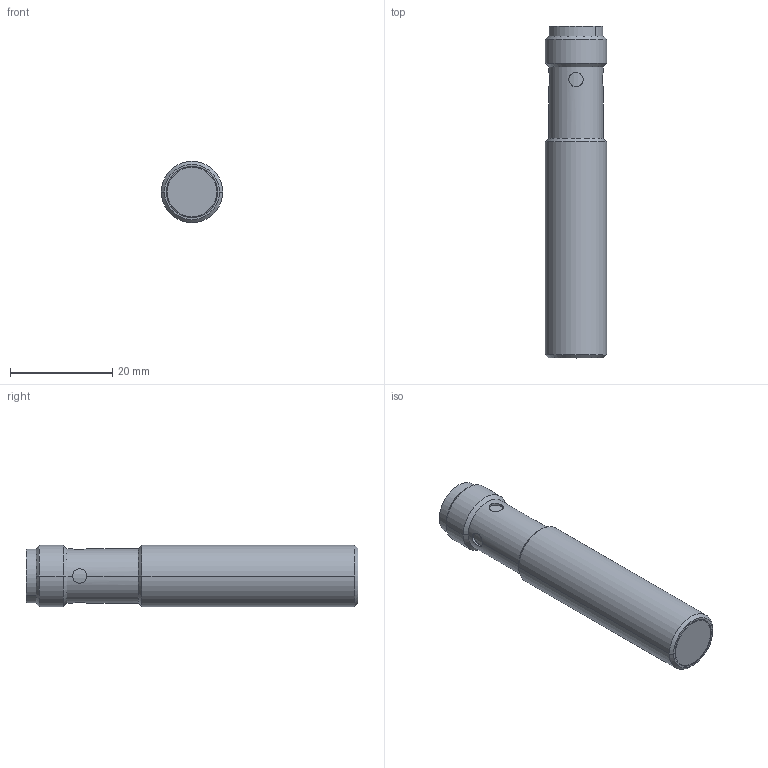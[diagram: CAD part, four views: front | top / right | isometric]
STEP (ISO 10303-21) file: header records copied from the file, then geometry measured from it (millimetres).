
FILE_DESCRIPTION((''),'2;1');
FILE_NAME('DM_CAD-6603_SW0001','2019-02-25T',('creinig-se'),(''),'PRO/ENGINEER BY PARAMETRIC TECHNOLOGY CORPORATION, 2015440','PRO/ENGINEER BY PARAMETRIC TECHNOLOGY CORPORATION, 2015440','');
FILE_SCHEMA(('CONFIG_CONTROL_DESIGN'));
Length unit declared in the file: millimetre
Products named in the file (1): DM_CAD-6603_SW0001
Bounding box: 12 x 65 x 12 mm (x, y, z)
Volume: 6088.9 mm3; surface area: 4034.9 mm2
Topology: 1 solids, 1 shells, 218 faces, 622 edges, 440 vertices
Faces by surface type: cylinder 79, plane 51, bspline 40, sphere 26, cone 22
Entity records: 11206 total; most frequent: CARTESIAN_POINT 4235, ORIENTED_EDGE 1090, DIRECTION 1029, EDGE_CURVE 545, AXIS2_PLACEMENT_3D 398, VERTEX_POINT 338, PRESENTATION_STYLE_ASSIGNMENT 270, STYLED_ITEM 270
